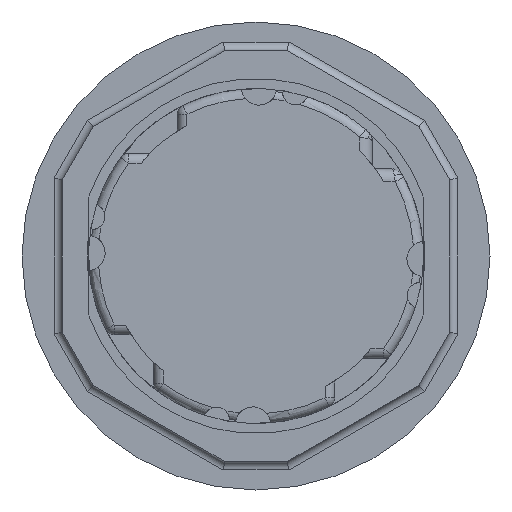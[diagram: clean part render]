
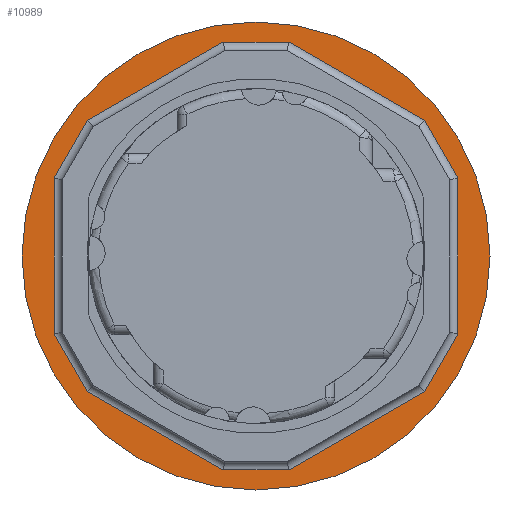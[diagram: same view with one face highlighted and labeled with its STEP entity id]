
A CAD part, front view. The second image highlights one B-rep face of the part: STEP entity #10989.
In plain terms, the highlighted planar face has unit normal (0, -1, 0).
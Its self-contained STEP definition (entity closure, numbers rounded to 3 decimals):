
#202=PLANE('',#11726);
#504=FACE_BOUND('',#2954,.T.);
#803=LINE('',#40196,#1442);
#805=LINE('',#40203,#1444);
#807=LINE('',#40209,#1446);
#809=LINE('',#40215,#1448);
#811=LINE('',#40221,#1450);
#813=LINE('',#40227,#1452);
#815=LINE('',#40233,#1454);
#817=LINE('',#40239,#1456);
#819=LINE('',#40245,#1458);
#821=LINE('',#40251,#1460);
#823=LINE('',#40257,#1462);
#825=LINE('',#40260,#1464);
#1442=VECTOR('',#13264,10.);
#1444=VECTOR('',#13272,10.);
#1446=VECTOR('',#13278,10.);
#1448=VECTOR('',#13284,10.);
#1450=VECTOR('',#13290,10.);
#1452=VECTOR('',#13296,10.);
#1454=VECTOR('',#13302,10.);
#1456=VECTOR('',#13308,10.);
#1458=VECTOR('',#13314,10.);
#1460=VECTOR('',#13320,10.);
#1462=VECTOR('',#13326,10.);
#1464=VECTOR('',#13330,10.);
#2257=FACE_OUTER_BOUND('',#2953,.T.);
#2953=EDGE_LOOP('',(#8764,#8765));
#2954=EDGE_LOOP('',(#8766,#8767,#8768,#8769,#8770,#8771,#8772,#8773,#8774,
#8775,#8776,#8777));
#4074=CIRCLE('',#11727,14.5);
#4075=CIRCLE('',#11728,14.5);
#4927=VERTEX_POINT('',#40193);
#4928=VERTEX_POINT('',#40195);
#4930=VERTEX_POINT('',#40201);
#4932=VERTEX_POINT('',#40207);
#4934=VERTEX_POINT('',#40213);
#4936=VERTEX_POINT('',#40219);
#4938=VERTEX_POINT('',#40225);
#4940=VERTEX_POINT('',#40231);
#4942=VERTEX_POINT('',#40237);
#4944=VERTEX_POINT('',#40243);
#4946=VERTEX_POINT('',#40249);
#4948=VERTEX_POINT('',#40255);
#4956=VERTEX_POINT('',#40288);
#4957=VERTEX_POINT('',#40289);
#6323=EDGE_CURVE('',#4927,#4928,#803,.T.);
#6327=EDGE_CURVE('',#4930,#4927,#805,.T.);
#6330=EDGE_CURVE('',#4932,#4930,#807,.T.);
#6333=EDGE_CURVE('',#4934,#4932,#809,.T.);
#6336=EDGE_CURVE('',#4936,#4934,#811,.T.);
#6339=EDGE_CURVE('',#4938,#4936,#813,.T.);
#6342=EDGE_CURVE('',#4940,#4938,#815,.T.);
#6345=EDGE_CURVE('',#4942,#4940,#817,.T.);
#6348=EDGE_CURVE('',#4944,#4942,#819,.T.);
#6351=EDGE_CURVE('',#4946,#4944,#821,.T.);
#6354=EDGE_CURVE('',#4948,#4946,#823,.T.);
#6356=EDGE_CURVE('',#4928,#4948,#825,.T.);
#6370=EDGE_CURVE('',#4956,#4957,#4074,.T.);
#6371=EDGE_CURVE('',#4957,#4956,#4075,.T.);
#8764=ORIENTED_EDGE('',*,*,#6370,.T.);
#8765=ORIENTED_EDGE('',*,*,#6371,.T.);
#8766=ORIENTED_EDGE('',*,*,#6323,.F.);
#8767=ORIENTED_EDGE('',*,*,#6327,.F.);
#8768=ORIENTED_EDGE('',*,*,#6330,.F.);
#8769=ORIENTED_EDGE('',*,*,#6333,.F.);
#8770=ORIENTED_EDGE('',*,*,#6336,.F.);
#8771=ORIENTED_EDGE('',*,*,#6339,.F.);
#8772=ORIENTED_EDGE('',*,*,#6342,.F.);
#8773=ORIENTED_EDGE('',*,*,#6345,.F.);
#8774=ORIENTED_EDGE('',*,*,#6348,.F.);
#8775=ORIENTED_EDGE('',*,*,#6351,.F.);
#8776=ORIENTED_EDGE('',*,*,#6354,.F.);
#8777=ORIENTED_EDGE('',*,*,#6356,.F.);
#10989=ADVANCED_FACE('',(#2257,#504),#202,.T.);
#11726=AXIS2_PLACEMENT_3D('',#40287,#13356,#13357);
#11727=AXIS2_PLACEMENT_3D('',#40290,#13358,#13359);
#11728=AXIS2_PLACEMENT_3D('',#40291,#13360,#13361);
#13264=DIRECTION('',(0.,0.,1.));
#13272=DIRECTION('',(0.5,0.,0.866));
#13278=DIRECTION('',(0.866,0.,0.5));
#13284=DIRECTION('',(1.,0.,0.));
#13290=DIRECTION('',(0.866,0.,-0.5));
#13296=DIRECTION('',(0.5,0.,-0.866));
#13302=DIRECTION('',(0.,0.,-1.));
#13308=DIRECTION('',(-0.5,0.,-0.866));
#13314=DIRECTION('',(-0.866,0.,-0.5));
#13320=DIRECTION('',(-1.,0.,0.));
#13326=DIRECTION('',(-0.866,0.,0.5));
#13330=DIRECTION('',(-0.5,0.,0.866));
#13356=DIRECTION('center_axis',(0.,-1.,0.));
#13357=DIRECTION('ref_axis',(0.,0.,-1.));
#13358=DIRECTION('center_axis',(0.,-1.,0.));
#13359=DIRECTION('ref_axis',(1.,0.,0.));
#13360=DIRECTION('center_axis',(0.,-1.,0.));
#13361=DIRECTION('ref_axis',(1.,0.,0.));
#40193=CARTESIAN_POINT('',(12.5,6.75,-4.849));
#40195=CARTESIAN_POINT('',(12.5,6.75,4.849));
#40196=CARTESIAN_POINT('',(12.5,6.75,2.358));
#40201=CARTESIAN_POINT('',(10.45,6.75,-8.401));
#40203=CARTESIAN_POINT('',(12.86,6.75,-4.226));
#40207=CARTESIAN_POINT('',(2.05,6.75,-13.25));
#40209=CARTESIAN_POINT('',(11.011,6.75,-8.077));
#40213=CARTESIAN_POINT('',(-2.05,6.75,-13.25));
#40215=CARTESIAN_POINT('',(4.583,6.75,-13.25));
#40219=CARTESIAN_POINT('',(-10.45,6.75,-8.401));
#40221=CARTESIAN_POINT('',(-1.489,6.75,-13.574));
#40225=CARTESIAN_POINT('',(-12.5,6.75,-4.849));
#40227=CARTESIAN_POINT('',(-10.089,6.75,-9.024));
#40231=CARTESIAN_POINT('',(-12.5,6.75,4.849));
#40233=CARTESIAN_POINT('',(-12.5,6.75,-2.358));
#40237=CARTESIAN_POINT('',(-10.45,6.75,8.401));
#40239=CARTESIAN_POINT('',(-11.048,6.75,7.365));
#40243=CARTESIAN_POINT('',(-2.05,6.75,13.25));
#40245=CARTESIAN_POINT('',(-5.573,6.75,11.216));
#40249=CARTESIAN_POINT('',(2.05,6.75,13.25));
#40251=CARTESIAN_POINT('',(2.667,6.75,13.25));
#40255=CARTESIAN_POINT('',(10.45,6.75,8.401));
#40257=CARTESIAN_POINT('',(6.927,6.75,10.434));
#40260=CARTESIAN_POINT('',(11.902,6.75,5.885));
#40287=CARTESIAN_POINT('Origin',(7.25,6.75,0.));
#40288=CARTESIAN_POINT('',(14.5,6.75,0.));
#40289=CARTESIAN_POINT('',(-14.5,6.75,0.));
#40290=CARTESIAN_POINT('Origin',(0.,6.75,
0.));
#40291=CARTESIAN_POINT('Origin',(0.,6.75,
0.));
